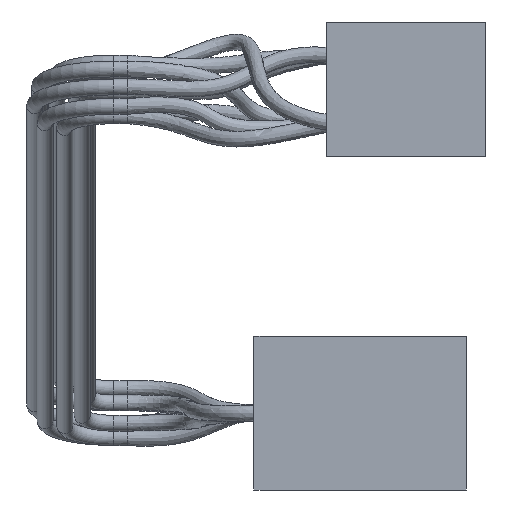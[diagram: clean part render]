
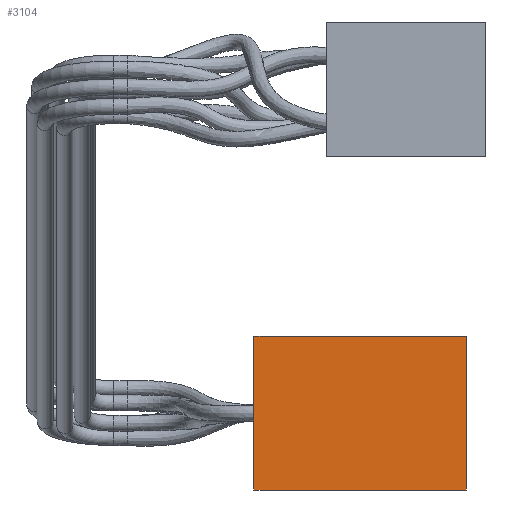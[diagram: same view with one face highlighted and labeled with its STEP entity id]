
A CAD part, left-side view. The second image highlights one B-rep face of the part: STEP entity #3104.
In plain terms, the highlighted planar face has unit normal (-1, 0, 0).
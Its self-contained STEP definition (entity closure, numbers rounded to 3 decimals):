
#211=LINE('',#7059,#499);
#212=LINE('',#7062,#500);
#213=LINE('',#7064,#501);
#214=LINE('',#7065,#502);
#499=VECTOR('',#4046,10.);
#500=VECTOR('',#4049,10.);
#501=VECTOR('',#4050,10.);
#502=VECTOR('',#4051,10.);
#734=PLANE('',#3407);
#891=FACE_OUTER_BOUND('',#1055,.T.);
#1055=EDGE_LOOP('',(#2554,#2555,#2556,#2557));
#1508=VERTEX_POINT('',#7055);
#1509=VERTEX_POINT('',#7057);
#1510=VERTEX_POINT('',#7061);
#1511=VERTEX_POINT('',#7063);
#1901=EDGE_CURVE('',#1508,#1509,#211,.T.);
#1902=EDGE_CURVE('',#1508,#1510,#212,.T.);
#1903=EDGE_CURVE('',#1511,#1509,#213,.T.);
#1904=EDGE_CURVE('',#1510,#1511,#214,.T.);
#2554=ORIENTED_EDGE('',*,*,#1902,.F.);
#2555=ORIENTED_EDGE('',*,*,#1901,.T.);
#2556=ORIENTED_EDGE('',*,*,#1903,.F.);
#2557=ORIENTED_EDGE('',*,*,#1904,.F.);
#3104=ADVANCED_FACE('',(#891),#734,.T.);
#3407=AXIS2_PLACEMENT_3D('',#7060,#4047,#4048);
#4046=DIRECTION('',(0.,1.,0.));
#4047=DIRECTION('center_axis',(-1.,0.,0.));
#4048=DIRECTION('ref_axis',(0.,0.,1.));
#4049=DIRECTION('',(0.,0.,-1.));
#4050=DIRECTION('',(0.,0.,1.));
#4051=DIRECTION('',(0.,1.,0.));
#7055=CARTESIAN_POINT('',(9.599,4.82,-32.974));
#7057=CARTESIAN_POINT('',(9.599,12.82,-32.974));
#7059=CARTESIAN_POINT('',(9.599,4.82,-32.974));
#7060=CARTESIAN_POINT('Origin',(9.599,4.82,-38.774));
#7061=CARTESIAN_POINT('',(9.599,4.82,-38.774));
#7062=CARTESIAN_POINT('',(9.599,4.82,-32.974));
#7063=CARTESIAN_POINT('',(9.599,12.82,-38.774));
#7064=CARTESIAN_POINT('',(9.599,12.82,-32.974));
#7065=CARTESIAN_POINT('',(9.599,4.82,-38.774));
